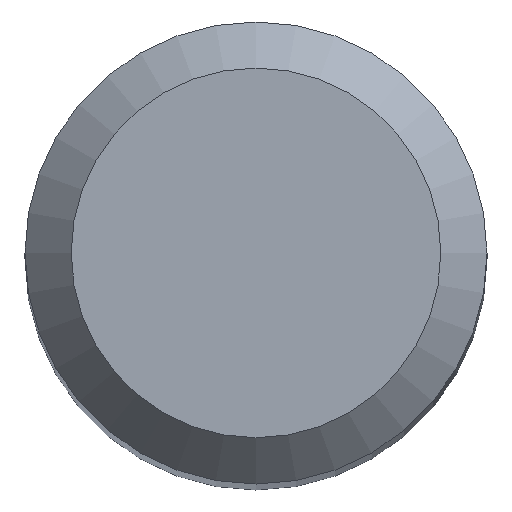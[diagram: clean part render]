
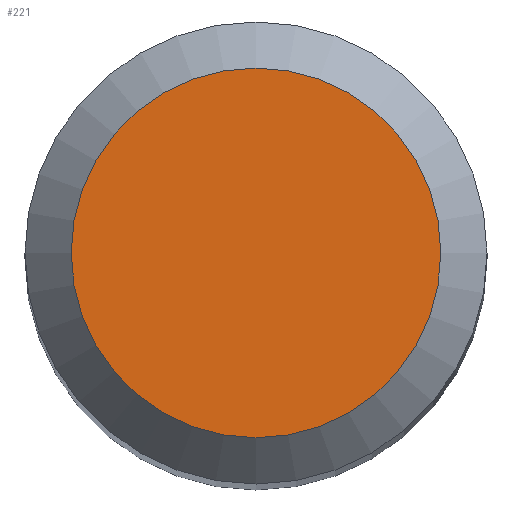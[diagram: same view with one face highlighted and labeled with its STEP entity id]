
A CAD part, top view. The second image highlights one B-rep face of the part: STEP entity #221.
In plain terms, the highlighted planar face has unit normal (0, 0, 1).
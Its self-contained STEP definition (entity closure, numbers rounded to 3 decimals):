
#19 = EDGE_LOOP ( 'NONE', ( #166 ) ) ;
#30 = VERTEX_POINT ( 'NONE', #92 ) ;
#41 = DIRECTION ( 'NONE',  ( 0., 0., -1. ) ) ;
#46 = DIRECTION ( 'NONE',  ( 0., 1., 0. ) ) ;
#57 = EDGE_CURVE ( 'NONE', #30, #30, #74, .T. ) ;
#71 = CARTESIAN_POINT ( 'NONE',  ( 0., 0., 57. ) ) ;
#74 = CIRCLE ( 'NONE', #87, 2.4 ) ;
#87 = AXIS2_PLACEMENT_3D ( 'NONE', #174, #207, #214 ) ;
#92 = CARTESIAN_POINT ( 'NONE',  ( 0., 2.4, 57. ) ) ;
#139 = PLANE ( 'NONE',  #192 ) ;
#166 = ORIENTED_EDGE ( 'NONE', *, *, #57, .F. ) ;
#174 = CARTESIAN_POINT ( 'NONE',  ( 0., 0., 57. ) ) ;
#191 = FACE_OUTER_BOUND ( 'NONE', #19, .T. ) ;
#192 = AXIS2_PLACEMENT_3D ( 'NONE', #71, #41, #46 ) ;
#207 = DIRECTION ( 'NONE',  ( 0., 0., -1. ) ) ;
#214 = DIRECTION ( 'NONE',  ( 0., 1., 0. ) ) ;
#221 = ADVANCED_FACE ( 'NONE', ( #191 ), #139, .F. ) ;
